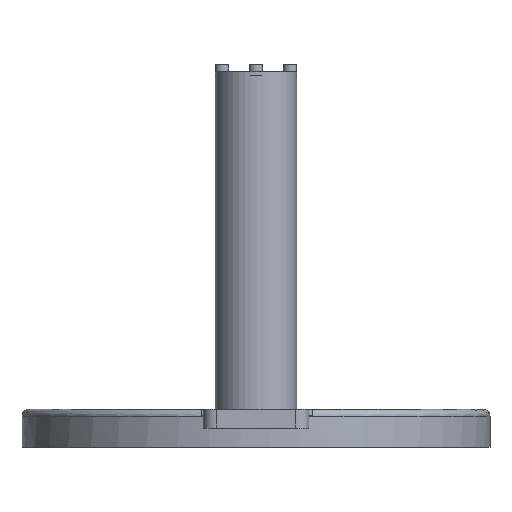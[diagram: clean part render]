
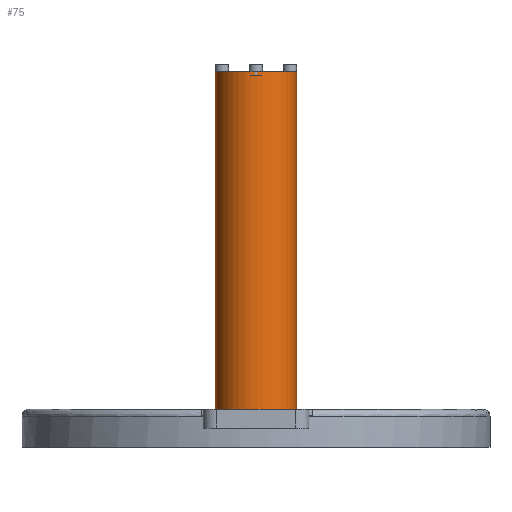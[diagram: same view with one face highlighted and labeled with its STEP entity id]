
A CAD part, front view. The second image highlights one B-rep face of the part: STEP entity #75.
In plain terms, the highlighted cylindrical face has radius 3 mm (diameter 6 mm), a partial arc.
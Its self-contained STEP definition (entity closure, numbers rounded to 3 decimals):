
#75=ADVANCED_FACE('',(#167),#1165,.T.);
#167=FACE_OUTER_BOUND('',#244,.T.);
#244=EDGE_LOOP('',(#420,#421,#422,#423));
#420=ORIENTED_EDGE('',*,*,#723,.T.);
#421=ORIENTED_EDGE('',*,*,#718,.T.);
#422=ORIENTED_EDGE('',*,*,#724,.F.);
#423=ORIENTED_EDGE('',*,*,#722,.F.);
#718=EDGE_CURVE('',#1082,#1084,#991,.T.);
#722=EDGE_CURVE('',#1086,#1087,#993,.T.);
#723=EDGE_CURVE('',#1086,#1082,#865,.T.);
#724=EDGE_CURVE('',#1087,#1084,#866,.T.);
#865=(
BOUNDED_CURVE()
B_SPLINE_CURVE(2,(#1908,#1909,#1910,#1911,#1912),.UNSPECIFIED.,.F.,.F.)
B_SPLINE_CURVE_WITH_KNOTS((3,2,3),(9.425,14.137,18.85),
 .UNSPECIFIED.)
CURVE()
GEOMETRIC_REPRESENTATION_ITEM()
RATIONAL_B_SPLINE_CURVE((1.,0.707,1.,0.707,1.))
REPRESENTATION_ITEM('')
);
#866=(
BOUNDED_CURVE()
B_SPLINE_CURVE(2,(#1913,#1914,#1915,#1916,#1917),.UNSPECIFIED.,.F.,.F.)
B_SPLINE_CURVE_WITH_KNOTS((3,2,3),(9.425,14.137,18.85),
 .UNSPECIFIED.)
CURVE()
GEOMETRIC_REPRESENTATION_ITEM()
RATIONAL_B_SPLINE_CURVE((1.,0.707,1.,0.707,1.))
REPRESENTATION_ITEM('')
);
#991=B_SPLINE_CURVE_WITH_KNOTS('',1,(#1892,#1893),.UNSPECIFIED.,.F.,.F.,
(2,2),(0.,26.),.UNSPECIFIED.);
#993=B_SPLINE_CURVE_WITH_KNOTS('',1,(#1906,#1907),.UNSPECIFIED.,.F.,.F.,
(2,2),(0.,26.),.UNSPECIFIED.);
#1082=VERTEX_POINT('',#1874);
#1084=VERTEX_POINT('',#1876);
#1086=VERTEX_POINT('',#1878);
#1087=VERTEX_POINT('',#1879);
#1165=CYLINDRICAL_SURFACE('',#1333,3.);
#1333=AXIS2_PLACEMENT_3D('',#1869,#1407,$);
#1407=DIRECTION('',(0.,0.,-1.));
#1869=CARTESIAN_POINT('',(0.,0.,14.7));
#1874=CARTESIAN_POINT('',(3.,0.,1.7));
#1876=CARTESIAN_POINT('',(3.,0.,27.7));
#1878=CARTESIAN_POINT('',(-3.,0.,1.7));
#1879=CARTESIAN_POINT('',(-3.,0.,27.7));
#1892=CARTESIAN_POINT('',(3.,0.,1.7));
#1893=CARTESIAN_POINT('',(3.,0.,27.7));
#1906=CARTESIAN_POINT('',(-3.,0.,1.7));
#1907=CARTESIAN_POINT('',(-3.,0.,27.7));
#1908=CARTESIAN_POINT('',(-3.,0.,1.7));
#1909=CARTESIAN_POINT('',(-3.,-3.,1.7));
#1910=CARTESIAN_POINT('',(0.,-3.,1.7));
#1911=CARTESIAN_POINT('',(3.,-3.,1.7));
#1912=CARTESIAN_POINT('',(3.,0.,1.7));
#1913=CARTESIAN_POINT('',(-3.,0.,27.7));
#1914=CARTESIAN_POINT('',(-3.,-3.,27.7));
#1915=CARTESIAN_POINT('',(0.,-3.,27.7));
#1916=CARTESIAN_POINT('',(3.,-3.,27.7));
#1917=CARTESIAN_POINT('',(3.,0.,27.7));
